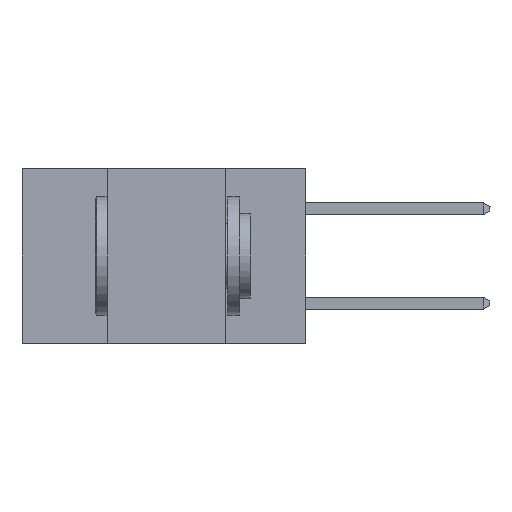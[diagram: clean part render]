
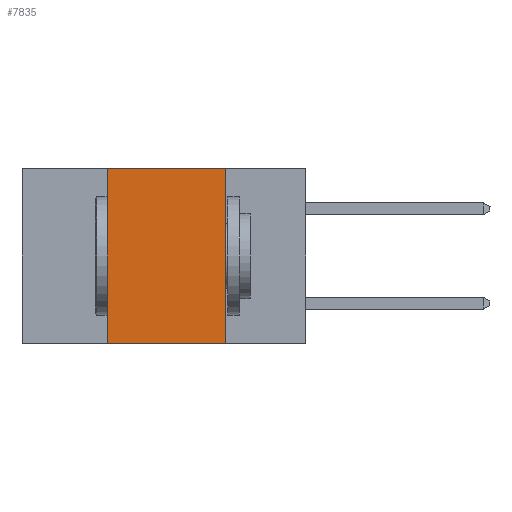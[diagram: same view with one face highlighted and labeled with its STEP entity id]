
A CAD part, left-side view. The second image highlights one B-rep face of the part: STEP entity #7835.
In plain terms, the highlighted planar face has unit normal (-1, 0, 0).
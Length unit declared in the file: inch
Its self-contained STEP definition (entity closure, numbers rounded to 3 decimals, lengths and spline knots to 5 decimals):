
#247 = VERTEX_POINT ( 'NONE', #19238 ) ;
#2742 = EDGE_CURVE ( 'NONE', #11336, #22731, #4853, .T. ) ;
#3191 = ORIENTED_EDGE ( 'NONE', *, *, #2742, .T. ) ;
#3748 = VECTOR ( 'NONE', #17231, 39.37008 ) ;
#4834 = CARTESIAN_POINT ( 'NONE',  ( 0., 0.42, -0.37 ) ) ;
#4853 = LINE ( 'NONE', #5235, #10500 ) ;
#5235 = CARTESIAN_POINT ( 'NONE',  ( 0., 0.6, -0.37 ) ) ;
#5339 = ORIENTED_EDGE ( 'NONE', *, *, #9872, .F. ) ;
#5373 = DIRECTION ( 'NONE',  ( 0., -1., 0. ) ) ;
#5544 = CARTESIAN_POINT ( 'NONE',  ( 0., 0.6, 0. ) ) ;
#5644 = PLANE ( 'NONE',  #15656 ) ;
#7783 = DIRECTION ( 'NONE',  ( 1., 0., 0. ) ) ;
#7835 = ADVANCED_FACE ( 'NONE', ( #14648 ), #5644, .F. ) ;
#8059 = DIRECTION ( 'NONE',  ( 0., 0., -1. ) ) ;
#8689 = VERTEX_POINT ( 'NONE', #15129 ) ;
#8948 = LINE ( 'NONE', #24767, #25023 ) ;
#9872 = EDGE_CURVE ( 'NONE', #11336, #247, #9924, .T. ) ;
#9924 = LINE ( 'NONE', #22644, #14864 ) ;
#10500 = VECTOR ( 'NONE', #5373, 39.37008 ) ;
#10871 = CARTESIAN_POINT ( 'NONE',  ( 0., 0.17, -0.37 ) ) ;
#11336 = VERTEX_POINT ( 'NONE', #4834 ) ;
#12249 = ORIENTED_EDGE ( 'NONE', *, *, #23923, .F. ) ;
#13955 = EDGE_LOOP ( 'NONE', ( #12249, #14316, #5339, #3191 ) ) ;
#14316 = ORIENTED_EDGE ( 'NONE', *, *, #16884, .F. ) ;
#14648 = FACE_OUTER_BOUND ( 'NONE', #13955, .T. ) ;
#14864 = VECTOR ( 'NONE', #18518, 39.37008 ) ;
#15129 = CARTESIAN_POINT ( 'NONE',  ( 0., 0.17, 0. ) ) ;
#15656 = AXIS2_PLACEMENT_3D ( 'NONE', #5544, #7783, #22463 ) ;
#16884 = EDGE_CURVE ( 'NONE', #247, #8689, #26167, .T. ) ;
#17231 = DIRECTION ( 'NONE',  ( 0., -1., 0. ) ) ;
#18518 = DIRECTION ( 'NONE',  ( 0., 0., 1. ) ) ;
#19238 = CARTESIAN_POINT ( 'NONE',  ( 0., 0.42, 0. ) ) ;
#22463 = DIRECTION ( 'NONE',  ( 0., 0., -1. ) ) ;
#22644 = CARTESIAN_POINT ( 'NONE',  ( 0., 0.42, -0.37 ) ) ;
#22731 = VERTEX_POINT ( 'NONE', #10871 ) ;
#23923 = EDGE_CURVE ( 'NONE', #8689, #22731, #8948, .T. ) ;
#24767 = CARTESIAN_POINT ( 'NONE',  ( 0., 0.17, -0.37 ) ) ;
#25023 = VECTOR ( 'NONE', #8059, 39.37008 ) ;
#25605 = CARTESIAN_POINT ( 'NONE',  ( 0., 0.6, 0. ) ) ;
#26167 = LINE ( 'NONE', #25605, #3748 ) ;
